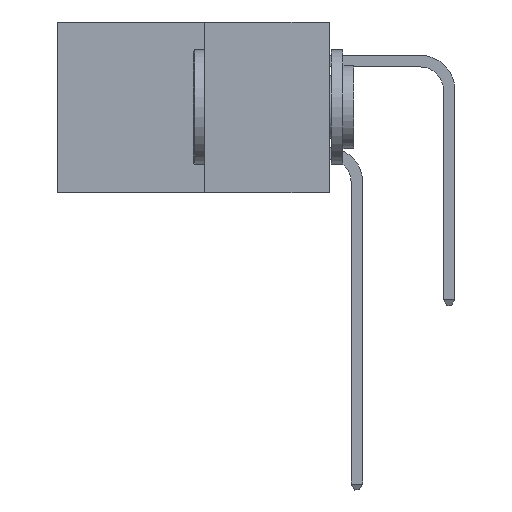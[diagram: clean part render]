
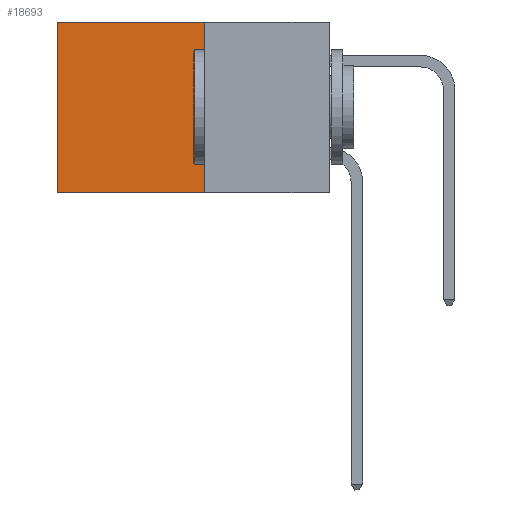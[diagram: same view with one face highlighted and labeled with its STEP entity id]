
A CAD part, left-side view. The second image highlights one B-rep face of the part: STEP entity #18693.
In plain terms, the highlighted planar face has unit normal (-1, 0, 0).
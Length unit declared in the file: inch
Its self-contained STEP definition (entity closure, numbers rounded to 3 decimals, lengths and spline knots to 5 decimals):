
#678 = CARTESIAN_POINT ( 'NONE',  ( 0.277, 0.59, 0. ) ) ;
#1794 = VECTOR ( 'NONE', #20846, 39.37008 ) ;
#2005 = VECTOR ( 'NONE', #5996, 39.37008 ) ;
#3299 = CARTESIAN_POINT ( 'NONE',  ( 0.277, 0.59, -0.37 ) ) ;
#3652 = EDGE_CURVE ( 'NONE', #12145, #6246, #11305, .T. ) ;
#4111 = DIRECTION ( 'NONE',  ( 1., 0., 0. ) ) ;
#5063 = VERTEX_POINT ( 'NONE', #12067 ) ;
#5171 = VERTEX_POINT ( 'NONE', #18748 ) ;
#5996 = DIRECTION ( 'NONE',  ( 0., 1., 0. ) ) ;
#6055 = CARTESIAN_POINT ( 'NONE',  ( 0.277, 0.27, 0. ) ) ;
#6246 = VERTEX_POINT ( 'NONE', #678 ) ;
#7026 = LINE ( 'NONE', #17540, #1794 ) ;
#7050 = FACE_OUTER_BOUND ( 'NONE', #12382, .T. ) ;
#7120 = VECTOR ( 'NONE', #16130, 39.37008 ) ;
#7515 = ORIENTED_EDGE ( 'NONE', *, *, #16385, .F. ) ;
#7966 = ORIENTED_EDGE ( 'NONE', *, *, #19240, .F. ) ;
#10808 = ORIENTED_EDGE ( 'NONE', *, *, #15760, .T. ) ;
#10919 = ORIENTED_EDGE ( 'NONE', *, *, #3652, .T. ) ;
#11305 = LINE ( 'NONE', #6055, #2005 ) ;
#11968 = VECTOR ( 'NONE', #15390, 39.37008 ) ;
#12022 = CARTESIAN_POINT ( 'NONE',  ( 0.277, 0.27, 0. ) ) ;
#12067 = CARTESIAN_POINT ( 'NONE',  ( 0.277, 0.59, -0.37 ) ) ;
#12145 = VERTEX_POINT ( 'NONE', #12022 ) ;
#12382 = EDGE_LOOP ( 'NONE', ( #10808, #7966, #7515, #10919 ) ) ;
#14451 = CARTESIAN_POINT ( 'NONE',  ( 0.277, 0.27, -0.37 ) ) ;
#14518 = PLANE ( 'NONE',  #20729 ) ;
#15390 = DIRECTION ( 'NONE',  ( 0., 0., -1. ) ) ;
#15662 = CARTESIAN_POINT ( 'NONE',  ( 0.277, 0.27, -0.37 ) ) ;
#15760 = EDGE_CURVE ( 'NONE', #6246, #5063, #16254, .T. ) ;
#16130 = DIRECTION ( 'NONE',  ( 0., 0., -1. ) ) ;
#16214 = DIRECTION ( 'NONE',  ( 0., 0., -1. ) ) ;
#16254 = LINE ( 'NONE', #3299, #7120 ) ;
#16385 = EDGE_CURVE ( 'NONE', #12145, #5171, #20907, .T. ) ;
#17540 = CARTESIAN_POINT ( 'NONE',  ( 0.277, 0.27, -0.37 ) ) ;
#18693 = ADVANCED_FACE ( 'NONE', ( #7050 ), #14518, .F. ) ;
#18748 = CARTESIAN_POINT ( 'NONE',  ( 0.277, 0.27, -0.37 ) ) ;
#19240 = EDGE_CURVE ( 'NONE', #5171, #5063, #7026, .T. ) ;
#20729 = AXIS2_PLACEMENT_3D ( 'NONE', #14451, #4111, #16214 ) ;
#20846 = DIRECTION ( 'NONE',  ( 0., 1., 0. ) ) ;
#20907 = LINE ( 'NONE', #15662, #11968 ) ;
